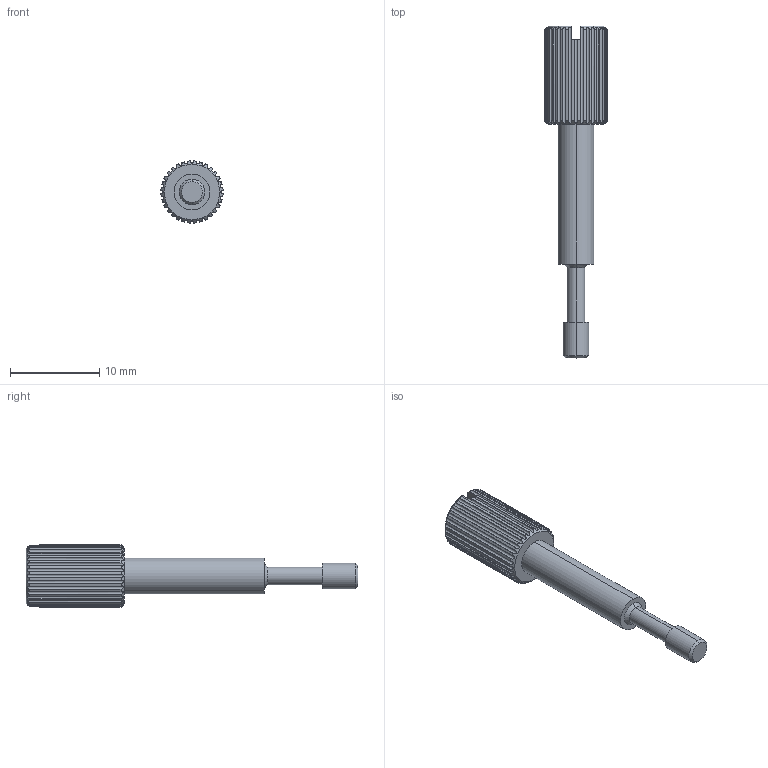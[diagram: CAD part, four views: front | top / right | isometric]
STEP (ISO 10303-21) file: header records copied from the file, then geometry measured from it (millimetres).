
FILE_DESCRIPTION (( 'STEP AP203' ), '1' );
FILE_NAME ('TS-CS21.STEP', '2010-06-04T16:02:03', ( 'x' ), ( 'Microsoft' ), 'SwSTEP 2.0', 'SolidWorks 2010', '' );
FILE_SCHEMA (( 'CONFIG_CONTROL_DESIGN' ));
Length unit declared in the file: inch
Products named in the file (1): TS-CS21
Bounding box: 6.95 x 37.11 x 6.95 mm (x, y, z)
Volume: 618.7 mm3; surface area: 706.6 mm2
Topology: 1 solids, 1 shells, 166 faces, 478 edges, 317 vertices
Faces by surface type: cylinder 85, plane 73, cone 8
Entity records: 6264 total; most frequent: CARTESIAN_POINT 2166, ORIENTED_EDGE 956, DIRECTION 687, EDGE_CURVE 478, VERTEX_POINT 317, AXIS2_PLACEMENT_3D 258, B_SPLINE_CURVE_WITH_KNOTS 216, LINE 171
